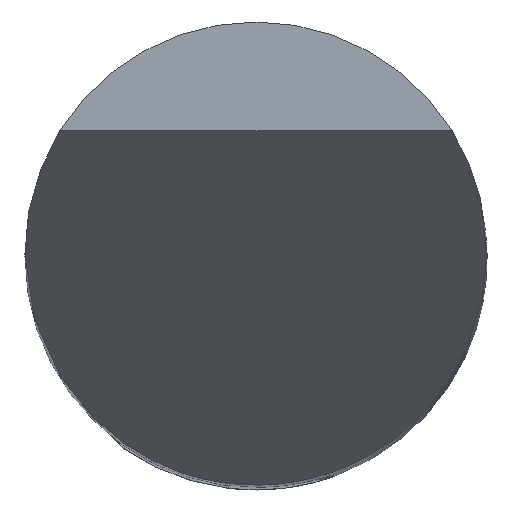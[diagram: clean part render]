
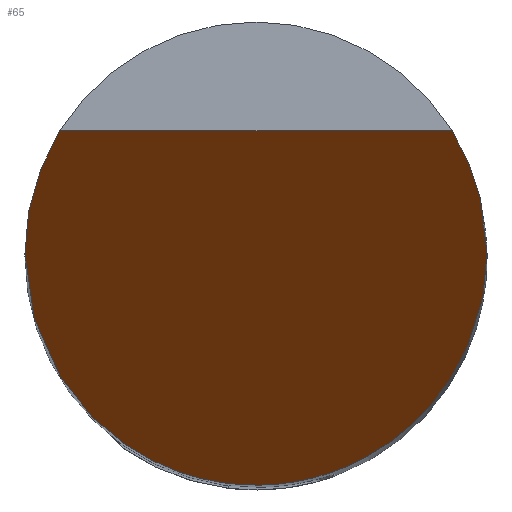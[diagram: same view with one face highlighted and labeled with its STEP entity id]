
A CAD part, top view. The second image highlights one B-rep face of the part: STEP entity #65.
In plain terms, the highlighted planar face has unit normal (0, -0.866, 0.5).
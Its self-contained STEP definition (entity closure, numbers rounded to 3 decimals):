
#65=ADVANCED_FACE('',(#109),#88,.T.);
#88=PLANE('',#534);
#109=FACE_OUTER_BOUND('',#135,.T.);
#135=EDGE_LOOP('',(#212,#213,#214,#215));
#155=(
BOUNDED_CURVE()
B_SPLINE_CURVE(3,(#700,#701,#702,#703),.UNSPECIFIED.,.F.,.F.)
B_SPLINE_CURVE_WITH_KNOTS((4,4),(0.,1.),.UNSPECIFIED.)
CURVE()
GEOMETRIC_REPRESENTATION_ITEM()
RATIONAL_B_SPLINE_CURVE((1.,0.974,0.974,1.))
REPRESENTATION_ITEM('')
);
#156=(
BOUNDED_CURVE()
B_SPLINE_CURVE(3,(#707,#708,#709,#710),.UNSPECIFIED.,.F.,.F.)
B_SPLINE_CURVE_WITH_KNOTS((4,4),(0.,1.),.UNSPECIFIED.)
CURVE()
GEOMETRIC_REPRESENTATION_ITEM()
RATIONAL_B_SPLINE_CURVE((1.,0.974,0.974,1.))
REPRESENTATION_ITEM('')
);
#161=(
BOUNDED_CURVE()
B_SPLINE_CURVE(3,(#777,#778,#779,#780),.UNSPECIFIED.,.F.,.F.)
B_SPLINE_CURVE_WITH_KNOTS((4,4),(0.,1.),.UNSPECIFIED.)
CURVE()
GEOMETRIC_REPRESENTATION_ITEM()
RATIONAL_B_SPLINE_CURVE((1.,0.333,0.333,1.))
REPRESENTATION_ITEM('')
);
#212=ORIENTED_EDGE('',*,*,#376,.T.);
#213=ORIENTED_EDGE('',*,*,#349,.T.);
#214=ORIENTED_EDGE('',*,*,#368,.T.);
#215=ORIENTED_EDGE('',*,*,#351,.T.);
#305=VERTEX_POINT('',#699);
#306=VERTEX_POINT('',#704);
#307=VERTEX_POINT('',#706);
#308=VERTEX_POINT('',#711);
#349=EDGE_CURVE('',#306,#305,#155,.T.);
#351=EDGE_CURVE('',#308,#307,#156,.T.);
#368=EDGE_CURVE('',#305,#308,#161,.T.);
#376=EDGE_CURVE('',#307,#306,#421,.T.);
#421=LINE('',#837,#456);
#456=VECTOR('',#599,1.);
#534=AXIS2_PLACEMENT_3D('',#838,#600,#601);
#599=DIRECTION('',(-1.,0.,0.));
#600=DIRECTION('',(0.,-0.866,0.5));
#601=DIRECTION('',(0.,-0.5,-0.866));
#699=CARTESIAN_POINT('',(-3.,0.,0.));
#700=CARTESIAN_POINT('',(-2.545,1.588,2.75));
#701=CARTESIAN_POINT('',(-2.844,1.108,1.92));
#702=CARTESIAN_POINT('',(-3.,0.565,0.979));
#703=CARTESIAN_POINT('',(-3.,0.,0.));
#704=CARTESIAN_POINT('',(-2.545,1.588,2.75));
#706=CARTESIAN_POINT('',(2.545,1.588,2.75));
#707=CARTESIAN_POINT('',(3.,0.,0.));
#708=CARTESIAN_POINT('',(3.,0.565,0.979));
#709=CARTESIAN_POINT('',(2.844,1.108,1.92));
#710=CARTESIAN_POINT('',(2.545,1.588,2.75));
#711=CARTESIAN_POINT('',(3.,0.,0.));
#777=CARTESIAN_POINT('',(-3.,0.,0.));
#778=CARTESIAN_POINT('',(-3.,-6.,-10.392));
#779=CARTESIAN_POINT('',(3.,-6.,-10.392));
#780=CARTESIAN_POINT('',(3.,0.,0.));
#837=CARTESIAN_POINT('',(-64.68,1.588,2.75));
#838=CARTESIAN_POINT('',(-64.68,4.054,7.021));
